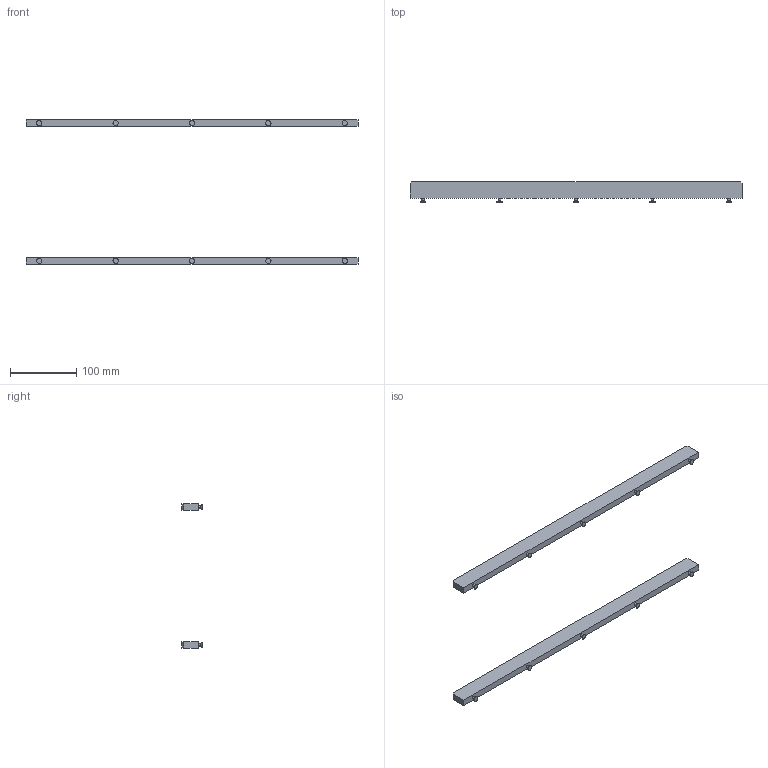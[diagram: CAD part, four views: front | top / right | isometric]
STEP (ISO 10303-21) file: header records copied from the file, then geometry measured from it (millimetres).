
FILE_DESCRIPTION (( 'STEP AP214' ), '1' );
FILE_NAME ('52742~0.STEP', '2019-07-16T12:08:02', ( '' ), ( '' ), 'SwSTEP 2.0', 'SolidWorks 2018', '' );
FILE_SCHEMA (( 'AUTOMOTIVE_DESIGN' ));
Length unit declared in the file: millimetre
Products named in the file (1): 52742~0
Bounding box: 500 x 31 x 217.37 mm (x, y, z)
Volume: 251022.2 mm3; surface area: 72344.2 mm2
Topology: 2 solids, 2 shells, 86 faces, 176 edges, 104 vertices
Faces by surface type: cylinder 40, plane 26, cone 20
Entity records: 2459 total; most frequent: DIRECTION 430, CARTESIAN_POINT 367, ORIENTED_EDGE 352, EDGE_CURVE 176, AXIS2_PLACEMENT_3D 167, VERTEX_POINT 104, LINE 96, VECTOR 96
